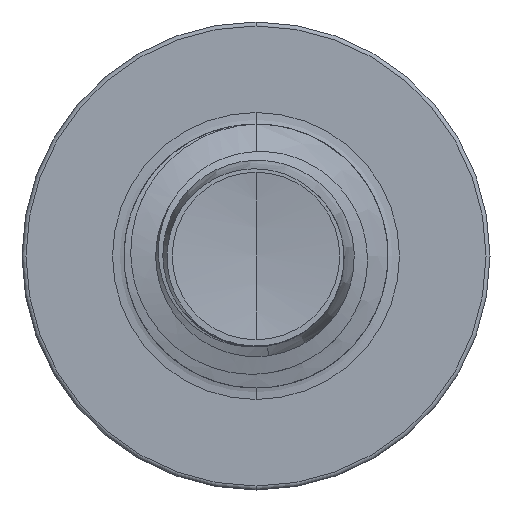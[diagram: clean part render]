
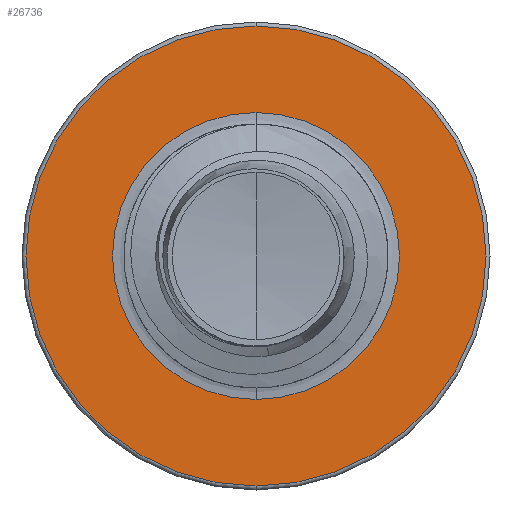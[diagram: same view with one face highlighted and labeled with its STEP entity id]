
A CAD part, front view. The second image highlights one B-rep face of the part: STEP entity #26736.
In plain terms, the highlighted planar face has unit normal (0, -1, 0).
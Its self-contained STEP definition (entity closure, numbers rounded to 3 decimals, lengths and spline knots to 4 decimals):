
#1374 = DIRECTION ( 'NONE',  ( 0., 0., 1. ) ) ;
#1915 = CARTESIAN_POINT ( 'NONE',  ( 0., 10., 0. ) ) ;
#2106 = CARTESIAN_POINT ( 'NONE',  ( 0., 10., -1.1956 ) ) ;
#2145 = CARTESIAN_POINT ( 'NONE',  ( 0., 10., 1.1956 ) ) ;
#2434 = AXIS2_PLACEMENT_3D ( 'NONE', #1915, #19768, #4676 ) ;
#3596 = VERTEX_POINT ( 'NONE', #2145 ) ;
#3621 = CIRCLE ( 'NONE', #30582, 1.1956 ) ;
#4539 = ORIENTED_EDGE ( 'NONE', *, *, #26498, .T. ) ;
#4676 = DIRECTION ( 'NONE',  ( 0., 0., 1. ) ) ;
#5318 = CARTESIAN_POINT ( 'NONE',  ( 0., 10., 1.917 ) ) ;
#6009 = CIRCLE ( 'NONE', #11511, 1.1956 ) ;
#6047 = CIRCLE ( 'NONE', #11075, 1.917 ) ;
#6780 = VERTEX_POINT ( 'NONE', #10574 ) ;
#6905 = EDGE_LOOP ( 'NONE', ( #10688, #4539 ) ) ;
#7319 = CARTESIAN_POINT ( 'NONE',  ( 0., 10., 0. ) ) ;
#7530 = DIRECTION ( 'NONE',  ( 0., 1., 0. ) ) ;
#8649 = CARTESIAN_POINT ( 'NONE',  ( 0., 10., 0. ) ) ;
#9949 = DIRECTION ( 'NONE',  ( 0., 0., 1. ) ) ;
#10574 = CARTESIAN_POINT ( 'NONE',  ( 0., 10., -1.917 ) ) ;
#10688 = ORIENTED_EDGE ( 'NONE', *, *, #12486, .T. ) ;
#11075 = AXIS2_PLACEMENT_3D ( 'NONE', #7319, #24393, #9949 ) ;
#11275 = DIRECTION ( 'NONE',  ( 0., 0., 1. ) ) ;
#11352 = FACE_BOUND ( 'NONE', #6905, .T. ) ;
#11511 = AXIS2_PLACEMENT_3D ( 'NONE', #30934, #16959, #1374 ) ;
#12188 = VERTEX_POINT ( 'NONE', #5318 ) ;
#12486 = EDGE_CURVE ( 'NONE', #3596, #13719, #3621, .T. ) ;
#13719 = VERTEX_POINT ( 'NONE', #23052 ) ;
#14282 = AXIS2_PLACEMENT_3D ( 'NONE', #2106, #7530, #24583 ) ;
#16602 = ORIENTED_EDGE ( 'NONE', *, *, #22141, .F. ) ;
#16959 = DIRECTION ( 'NONE',  ( 0., 1., 0. ) ) ;
#17933 = FACE_OUTER_BOUND ( 'NONE', #21596, .T. ) ;
#19633 = PLANE ( 'NONE',  #14282 ) ;
#19768 = DIRECTION ( 'NONE',  ( 0., 1., 0. ) ) ;
#21596 = EDGE_LOOP ( 'NONE', ( #27416, #16602 ) ) ;
#22141 = EDGE_CURVE ( 'NONE', #6780, #12188, #6047, .T. ) ;
#22294 = CIRCLE ( 'NONE', #2434, 1.917 ) ;
#23052 = CARTESIAN_POINT ( 'NONE',  ( 0., 10., -1.1956 ) ) ;
#24393 = DIRECTION ( 'NONE',  ( 0., 1., 0. ) ) ;
#24583 = DIRECTION ( 'NONE',  ( 0., 0., 1. ) ) ;
#25564 = DIRECTION ( 'NONE',  ( 0., 1., 0. ) ) ;
#26498 = EDGE_CURVE ( 'NONE', #13719, #3596, #6009, .T. ) ;
#26736 = ADVANCED_FACE ( 'NONE', ( #17933, #11352 ), #19633, .F. ) ;
#27416 = ORIENTED_EDGE ( 'NONE', *, *, #30114, .F. ) ;
#30114 = EDGE_CURVE ( 'NONE', #12188, #6780, #22294, .T. ) ;
#30582 = AXIS2_PLACEMENT_3D ( 'NONE', #8649, #25564, #11275 ) ;
#30934 = CARTESIAN_POINT ( 'NONE',  ( 0., 10., 0. ) ) ;
